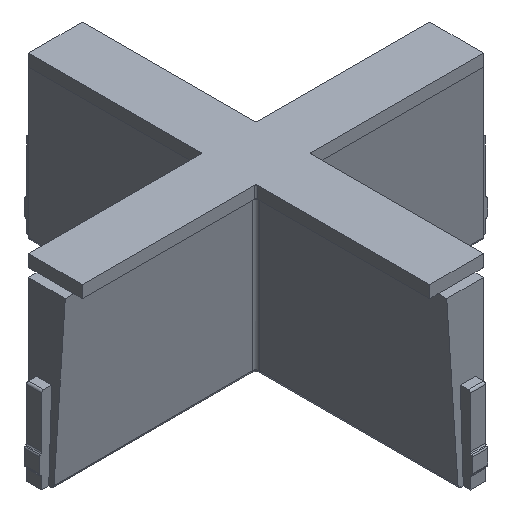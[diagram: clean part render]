
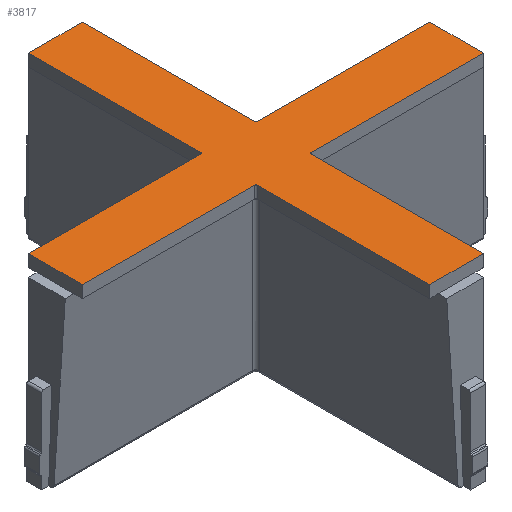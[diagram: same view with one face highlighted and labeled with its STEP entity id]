
A CAD part, isometric view. The second image highlights one B-rep face of the part: STEP entity #3817.
In plain terms, the highlighted planar face has unit normal (0, 0, 1).
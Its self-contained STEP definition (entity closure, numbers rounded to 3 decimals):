
#273=AXIS2_PLACEMENT_3D('Circle Axis2P3D',#271,#272,$) ;
#314=AXIS2_PLACEMENT_3D('Circle Axis2P3D',#312,#313,$) ;
#355=AXIS2_PLACEMENT_3D('Circle Axis2P3D',#353,#354,$) ;
#3536=AXIS2_PLACEMENT_3D('Circle Axis2P3D',#3534,#3535,$) ;
#3792=AXIS2_PLACEMENT_3D('Plane Axis2P3D',#3789,#3790,#3791) ;
#63=CARTESIAN_POINT('Vertex',(2.311,19.5,17.5)) ;
#66=CARTESIAN_POINT('Line Origine',(2.311,22.161,17.5)) ;
#70=CARTESIAN_POINT('Vertex',(2.311,24.822,17.5)) ;
#127=CARTESIAN_POINT('Vertex',(24.822,2.311,17.5)) ;
#130=CARTESIAN_POINT('Line Origine',(22.161,2.311,17.5)) ;
#134=CARTESIAN_POINT('Vertex',(19.5,2.311,17.5)) ;
#184=CARTESIAN_POINT('Vertex',(42.011,24.822,17.5)) ;
#187=CARTESIAN_POINT('Line Origine',(42.011,22.161,17.5)) ;
#191=CARTESIAN_POINT('Vertex',(42.011,19.5,17.5)) ;
#241=CARTESIAN_POINT('Vertex',(19.5,42.011,17.5)) ;
#244=CARTESIAN_POINT('Line Origine',(22.161,42.011,17.5)) ;
#248=CARTESIAN_POINT('Vertex',(24.822,42.011,17.5)) ;
#271=CARTESIAN_POINT('Axis2P3D Location',(24.972,19.35,17.5)) ;
#275=CARTESIAN_POINT('Vertex',(24.822,19.35,17.5)) ;
#277=CARTESIAN_POINT('Vertex',(24.972,19.5,17.5)) ;
#312=CARTESIAN_POINT('Axis2P3D Location',(19.35,19.35,17.5)) ;
#316=CARTESIAN_POINT('Vertex',(19.35,19.5,17.5)) ;
#318=CARTESIAN_POINT('Vertex',(19.5,19.35,17.5)) ;
#353=CARTESIAN_POINT('Axis2P3D Location',(19.35,24.972,17.5)) ;
#357=CARTESIAN_POINT('Vertex',(19.5,24.972,17.5)) ;
#359=CARTESIAN_POINT('Vertex',(19.35,24.822,17.5)) ;
#3534=CARTESIAN_POINT('Axis2P3D Location',(24.972,24.972,17.5)) ;
#3538=CARTESIAN_POINT('Vertex',(24.972,24.822,17.5)) ;
#3540=CARTESIAN_POINT('Vertex',(24.822,24.972,17.5)) ;
#3683=CARTESIAN_POINT('Line Origine',(33.492,19.5,17.5)) ;
#3701=CARTESIAN_POINT('Line Origine',(24.822,10.831,17.5)) ;
#3719=CARTESIAN_POINT('Line Origine',(19.5,10.831,17.5)) ;
#3732=CARTESIAN_POINT('Line Origine',(10.831,19.5,17.5)) ;
#3750=CARTESIAN_POINT('Line Origine',(10.831,24.822,17.5)) ;
#3763=CARTESIAN_POINT('Line Origine',(19.5,33.492,17.5)) ;
#3776=CARTESIAN_POINT('Line Origine',(33.492,24.822,17.5)) ;
#3789=CARTESIAN_POINT('Axis2P3D Location',(20.3,2.311,17.5)) ;
#3794=CARTESIAN_POINT('Line Origine',(24.822,33.492,17.5)) ;
#67=DIRECTION('Vector Direction',(0.,-1.,0.)) ;
#131=DIRECTION('Vector Direction',(-1.,0.,0.)) ;
#188=DIRECTION('Vector Direction',(0.,1.,0.)) ;
#245=DIRECTION('Vector Direction',(1.,0.,0.)) ;
#272=DIRECTION('Axis2P3D Direction',(0.,-0.,1.)) ;
#313=DIRECTION('Axis2P3D Direction',(0.,0.,-1.)) ;
#354=DIRECTION('Axis2P3D Direction',(0.,-0.,1.)) ;
#3535=DIRECTION('Axis2P3D Direction',(0.,0.,-1.)) ;
#3684=DIRECTION('Vector Direction',(-1.,0.,0.)) ;
#3702=DIRECTION('Vector Direction',(0.,1.,0.)) ;
#3720=DIRECTION('Vector Direction',(0.,-1.,0.)) ;
#3733=DIRECTION('Vector Direction',(-1.,0.,0.)) ;
#3751=DIRECTION('Vector Direction',(1.,0.,0.)) ;
#3764=DIRECTION('Vector Direction',(0.,-1.,0.)) ;
#3777=DIRECTION('Vector Direction',(1.,0.,0.)) ;
#3790=DIRECTION('Axis2P3D Direction',(0.,0.,1.)) ;
#3791=DIRECTION('Axis2P3D XDirection',(1.,0.,0.)) ;
#3795=DIRECTION('Vector Direction',(0.,1.,0.)) ;
#68=VECTOR('Line Direction',#67,1.) ;
#132=VECTOR('Line Direction',#131,1.) ;
#189=VECTOR('Line Direction',#188,1.) ;
#246=VECTOR('Line Direction',#245,1.) ;
#3685=VECTOR('Line Direction',#3684,1.) ;
#3703=VECTOR('Line Direction',#3702,1.) ;
#3721=VECTOR('Line Direction',#3720,1.) ;
#3734=VECTOR('Line Direction',#3733,1.) ;
#3752=VECTOR('Line Direction',#3751,1.) ;
#3765=VECTOR('Line Direction',#3764,1.) ;
#3778=VECTOR('Line Direction',#3777,1.) ;
#3796=VECTOR('Line Direction',#3795,1.) ;
#3800=ORIENTED_EDGE('',*,*,#3780,.T.) ;
#3801=ORIENTED_EDGE('',*,*,#3542,.T.) ;
#3802=ORIENTED_EDGE('',*,*,#3798,.T.) ;
#3803=ORIENTED_EDGE('',*,*,#250,.T.) ;
#3804=ORIENTED_EDGE('',*,*,#3767,.T.) ;
#3805=ORIENTED_EDGE('',*,*,#361,.T.) ;
#3806=ORIENTED_EDGE('',*,*,#3754,.T.) ;
#3807=ORIENTED_EDGE('',*,*,#72,.T.) ;
#3808=ORIENTED_EDGE('',*,*,#3736,.T.) ;
#3809=ORIENTED_EDGE('',*,*,#320,.T.) ;
#3810=ORIENTED_EDGE('',*,*,#3723,.T.) ;
#3811=ORIENTED_EDGE('',*,*,#136,.T.) ;
#3812=ORIENTED_EDGE('',*,*,#3705,.T.) ;
#3813=ORIENTED_EDGE('',*,*,#279,.T.) ;
#3814=ORIENTED_EDGE('',*,*,#3687,.T.) ;
#3815=ORIENTED_EDGE('',*,*,#193,.T.) ;
#3817=ADVANCED_FACE('67120_CABTITE_GI_X_BK',(#3816),#3793,.T.) ;
#274=CIRCLE('generated circle',#273,0.15) ;
#315=CIRCLE('generated circle',#314,0.15) ;
#356=CIRCLE('generated circle',#355,0.15) ;
#3537=CIRCLE('generated circle',#3536,0.15) ;
#72=EDGE_CURVE('',#71,#64,#69,.T.) ;
#136=EDGE_CURVE('',#135,#128,#133,.F.) ;
#193=EDGE_CURVE('',#192,#185,#190,.T.) ;
#250=EDGE_CURVE('',#249,#242,#247,.F.) ;
#279=EDGE_CURVE('',#276,#278,#274,.F.) ;
#320=EDGE_CURVE('',#317,#319,#315,.T.) ;
#361=EDGE_CURVE('',#358,#360,#356,.F.) ;
#3542=EDGE_CURVE('',#3539,#3541,#3537,.T.) ;
#3687=EDGE_CURVE('',#278,#192,#3686,.F.) ;
#3705=EDGE_CURVE('',#128,#276,#3704,.T.) ;
#3723=EDGE_CURVE('',#319,#135,#3722,.T.) ;
#3736=EDGE_CURVE('',#64,#317,#3735,.F.) ;
#3754=EDGE_CURVE('',#360,#71,#3753,.F.) ;
#3767=EDGE_CURVE('',#242,#358,#3766,.T.) ;
#3780=EDGE_CURVE('',#185,#3539,#3779,.F.) ;
#3798=EDGE_CURVE('',#3541,#249,#3797,.T.) ;
#3799=EDGE_LOOP('',(#3800,#3801,#3802,#3803,#3804,#3805,#3806,#3807,#3808,#3809,#3810,#3811,#3812,#3813,#3814,#3815)) ;
#3816=FACE_OUTER_BOUND('',#3799,.T.) ;
#69=LINE('Line',#66,#68) ;
#133=LINE('Line',#130,#132) ;
#190=LINE('Line',#187,#189) ;
#247=LINE('Line',#244,#246) ;
#3686=LINE('Line',#3683,#3685) ;
#3704=LINE('Line',#3701,#3703) ;
#3722=LINE('Line',#3719,#3721) ;
#3735=LINE('Line',#3732,#3734) ;
#3753=LINE('Line',#3750,#3752) ;
#3766=LINE('Line',#3763,#3765) ;
#3779=LINE('Line',#3776,#3778) ;
#3797=LINE('Line',#3794,#3796) ;
#3793=PLANE('',#3792) ;
#64=VERTEX_POINT('',#63) ;
#71=VERTEX_POINT('',#70) ;
#128=VERTEX_POINT('',#127) ;
#135=VERTEX_POINT('',#134) ;
#185=VERTEX_POINT('',#184) ;
#192=VERTEX_POINT('',#191) ;
#242=VERTEX_POINT('',#241) ;
#249=VERTEX_POINT('',#248) ;
#276=VERTEX_POINT('',#275) ;
#278=VERTEX_POINT('',#277) ;
#317=VERTEX_POINT('',#316) ;
#319=VERTEX_POINT('',#318) ;
#358=VERTEX_POINT('',#357) ;
#360=VERTEX_POINT('',#359) ;
#3539=VERTEX_POINT('',#3538) ;
#3541=VERTEX_POINT('',#3540) ;
